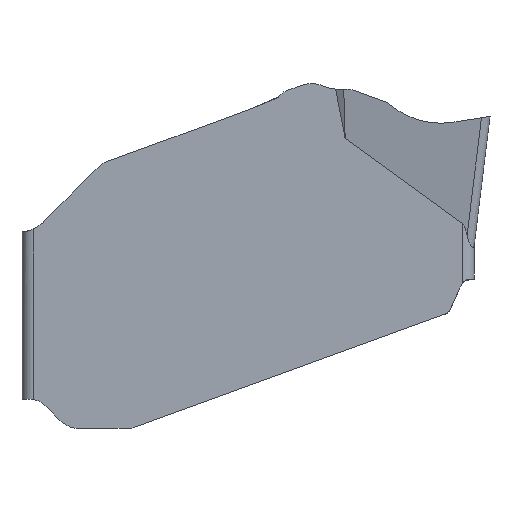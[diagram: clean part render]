
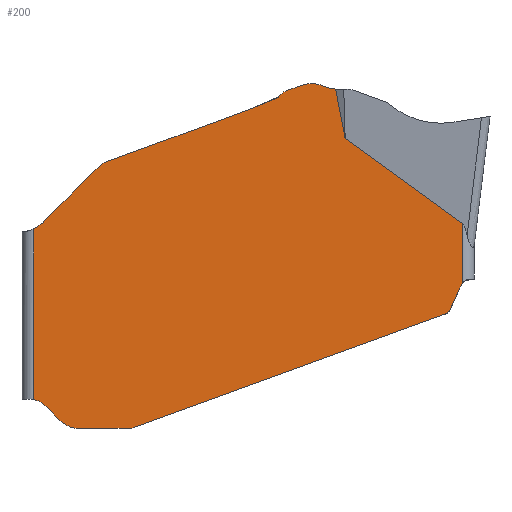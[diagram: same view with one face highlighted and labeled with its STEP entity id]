
A CAD part, left-side view. The second image highlights one B-rep face of the part: STEP entity #200.
In plain terms, the highlighted planar face has unit normal (-1, 0, 0).
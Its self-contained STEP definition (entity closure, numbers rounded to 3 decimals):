
#165=CIRCLE('',#919,0.9);
#166=CIRCLE('',#920,0.75);
#167=CIRCLE('',#921,0.3);
#168=CIRCLE('',#922,0.3);
#169=CIRCLE('',#923,0.55);
#170=CIRCLE('',#924,0.7);
#171=CIRCLE('',#925,0.3);
#181=B_SPLINE_CURVE_WITH_KNOTS('',3,(#1401,#1402,#1403,#1404,#1405,#1406,
#1407),.UNSPECIFIED.,.F.,.F.,(4,3,4),(0.,0.689,1.),
 .UNSPECIFIED.);
#182=B_SPLINE_CURVE_WITH_KNOTS('',3,(#1424,#1425,#1426,#1427,#1428,#1429,
#1430,#1431,#1432,#1433,#1434,#1435,#1436,#1437,#1438,#1439,#1440,#1441,
#1442,#1443,#1444),.UNSPECIFIED.,.F.,.F.,(4,1,1,1,1,1,1,1,1,1,1,1,1,1,1,
1,1,1,4),(0.,0.207,0.414,0.621,0.725,
0.776,0.828,0.88,0.906,0.919,
0.932,0.938,0.945,0.951,
0.954,0.958,0.97,0.983,
1.),.UNSPECIFIED.);
#183=B_SPLINE_CURVE_WITH_KNOTS('',3,(#1450,#1451,#1452,#1453,#1454,#1455,
#1456,#1457,#1458,#1459,#1460,#1461,#1462,#1463,#1464,#1465),
 .UNSPECIFIED.,.F.,.F.,(4,1,1,1,1,1,1,1,1,1,1,1,1,4),(0.,0.034,
0.043,0.052,0.069,0.138,
0.206,0.215,0.224,0.241,
0.275,0.55,0.825,1.),.UNSPECIFIED.);
#184=B_SPLINE_CURVE_WITH_KNOTS('',3,(#1481,#1482,#1483,#1484,#1485,#1486,
#1487,#1488,#1489,#1490),.UNSPECIFIED.,.F.,.F.,(4,3,3,4),(0.,0.253,
0.681,1.),.UNSPECIFIED.);
#200=ADVANCED_FACE('',(#256),#236,.F.);
#236=PLANE('',#926);
#256=FACE_OUTER_BOUND('',#294,.T.);
#294=EDGE_LOOP('',(#366,#367,#368,#369,#370,#371,#372,#373,#374,#375,#376,
#377,#378,#379,#380,#381,#382,#383,#384,#385));
#366=ORIENTED_EDGE('',*,*,#650,.F.);
#367=ORIENTED_EDGE('',*,*,#651,.T.);
#368=ORIENTED_EDGE('',*,*,#652,.F.);
#369=ORIENTED_EDGE('',*,*,#653,.T.);
#370=ORIENTED_EDGE('',*,*,#654,.F.);
#371=ORIENTED_EDGE('',*,*,#655,.F.);
#372=ORIENTED_EDGE('',*,*,#656,.F.);
#373=ORIENTED_EDGE('',*,*,#657,.F.);
#374=ORIENTED_EDGE('',*,*,#658,.F.);
#375=ORIENTED_EDGE('',*,*,#659,.F.);
#376=ORIENTED_EDGE('',*,*,#660,.F.);
#377=ORIENTED_EDGE('',*,*,#661,.F.);
#378=ORIENTED_EDGE('',*,*,#662,.T.);
#379=ORIENTED_EDGE('',*,*,#663,.F.);
#380=ORIENTED_EDGE('',*,*,#664,.F.);
#381=ORIENTED_EDGE('',*,*,#665,.F.);
#382=ORIENTED_EDGE('',*,*,#666,.F.);
#383=ORIENTED_EDGE('',*,*,#667,.F.);
#384=ORIENTED_EDGE('',*,*,#668,.F.);
#385=ORIENTED_EDGE('',*,*,#669,.F.);
#574=VERTEX_POINT('',#1408);
#575=VERTEX_POINT('',#1409);
#576=VERTEX_POINT('',#1411);
#577=VERTEX_POINT('',#1413);
#578=VERTEX_POINT('',#1415);
#579=VERTEX_POINT('',#1417);
#580=VERTEX_POINT('',#1419);
#581=VERTEX_POINT('',#1421);
#582=VERTEX_POINT('',#1423);
#583=VERTEX_POINT('',#1445);
#584=VERTEX_POINT('',#1447);
#585=VERTEX_POINT('',#1449);
#586=VERTEX_POINT('',#1466);
#587=VERTEX_POINT('',#1468);
#588=VERTEX_POINT('',#1470);
#589=VERTEX_POINT('',#1472);
#590=VERTEX_POINT('',#1474);
#591=VERTEX_POINT('',#1476);
#592=VERTEX_POINT('',#1478);
#593=VERTEX_POINT('',#1480);
#650=EDGE_CURVE('',#574,#575,#181,.T.);
#651=EDGE_CURVE('',#574,#576,#740,.T.);
#652=EDGE_CURVE('',#577,#576,#741,.T.);
#653=EDGE_CURVE('',#577,#578,#742,.T.);
#654=EDGE_CURVE('',#579,#578,#165,.T.);
#655=EDGE_CURVE('',#580,#579,#166,.T.);
#656=EDGE_CURVE('',#581,#580,#743,.T.);
#657=EDGE_CURVE('',#582,#581,#167,.T.);
#658=EDGE_CURVE('',#583,#582,#182,.T.);
#659=EDGE_CURVE('',#584,#583,#744,.T.);
#660=EDGE_CURVE('',#585,#584,#168,.T.);
#661=EDGE_CURVE('',#586,#585,#183,.T.);
#662=EDGE_CURVE('',#586,#587,#745,.T.);
#663=EDGE_CURVE('',#588,#587,#169,.T.);
#664=EDGE_CURVE('',#589,#588,#746,.T.);
#665=EDGE_CURVE('',#590,#589,#170,.T.);
#666=EDGE_CURVE('',#591,#590,#747,.T.);
#667=EDGE_CURVE('',#592,#591,#171,.T.);
#668=EDGE_CURVE('',#593,#592,#748,.T.);
#669=EDGE_CURVE('',#575,#593,#184,.T.);
#740=LINE('',#1410,#800);
#741=LINE('',#1412,#801);
#742=LINE('',#1414,#802);
#743=LINE('',#1420,#803);
#744=LINE('',#1446,#804);
#745=LINE('',#1467,#805);
#746=LINE('',#1471,#806);
#747=LINE('',#1475,#807);
#748=LINE('',#1479,#808);
#800=VECTOR('',#1019,1.);
#801=VECTOR('',#1020,1.);
#802=VECTOR('',#1021,1.);
#803=VECTOR('',#1026,1.);
#804=VECTOR('',#1029,1.);
#805=VECTOR('',#1032,1.);
#806=VECTOR('',#1035,1.);
#807=VECTOR('',#1038,1.);
#808=VECTOR('',#1041,1.);
#919=AXIS2_PLACEMENT_3D('',#1416,#1022,#1023);
#920=AXIS2_PLACEMENT_3D('',#1418,#1024,#1025);
#921=AXIS2_PLACEMENT_3D('',#1422,#1027,#1028);
#922=AXIS2_PLACEMENT_3D('',#1448,#1030,#1031);
#923=AXIS2_PLACEMENT_3D('',#1469,#1033,#1034);
#924=AXIS2_PLACEMENT_3D('',#1473,#1036,#1037);
#925=AXIS2_PLACEMENT_3D('',#1477,#1039,#1040);
#926=AXIS2_PLACEMENT_3D('',#1491,#1042,#1043);
#1019=DIRECTION('',(0.,0.,1.));
#1020=DIRECTION('',(0.,-0.81,-0.587));
#1021=DIRECTION('',(0.,0.189,0.982));
#1022=DIRECTION('',(-1.,0.,0.));
#1023=DIRECTION('',(0.,0.,-1.));
#1024=DIRECTION('',(1.,0.,0.));
#1025=DIRECTION('',(0.,0.,-1.));
#1026=DIRECTION('',(0.,-0.94,0.342));
#1027=DIRECTION('',(1.,0.,0.));
#1028=DIRECTION('',(0.,0.,-1.));
#1029=DIRECTION('',(0.,-0.94,0.342));
#1030=DIRECTION('',(1.,0.,0.));
#1031=DIRECTION('',(0.,0.,-1.));
#1032=DIRECTION('',(0.,0.,-1.));
#1033=DIRECTION('',(-1.,0.,0.));
#1034=DIRECTION('',(0.,0.,-1.));
#1035=DIRECTION('',(0.,0.707,0.707));
#1036=DIRECTION('',(1.,0.,0.));
#1037=DIRECTION('',(0.,0.,-1.));
#1038=DIRECTION('',(0.,1.,0.));
#1039=DIRECTION('',(1.,0.,0.));
#1040=DIRECTION('',(0.,0.,-1.));
#1041=DIRECTION('',(0.,0.94,-0.342));
#1042=DIRECTION('',(1.,0.,0.));
#1043=DIRECTION('',(0.,0.,-1.));
#1401=CARTESIAN_POINT('',(-1.7,-5.3,-4.273));
#1402=CARTESIAN_POINT('',(-1.7,-5.197,-4.411));
#1403=CARTESIAN_POINT('',(-1.7,-5.149,-4.583));
#1404=CARTESIAN_POINT('',(-1.7,-5.077,-4.739));
#1405=CARTESIAN_POINT('',(-1.7,-5.044,-4.81));
#1406=CARTESIAN_POINT('',(-1.7,-5.011,-4.88));
#1407=CARTESIAN_POINT('',(-1.7,-4.978,-4.95));
#1408=CARTESIAN_POINT('',(-1.7,-5.3,-4.273));
#1409=CARTESIAN_POINT('',(-1.7,-4.978,-4.95));
#1410=CARTESIAN_POINT('',(-1.7,-5.3,-2.534));
#1411=CARTESIAN_POINT('',(-1.7,-5.3,-2.751));
#1412=CARTESIAN_POINT('',(-1.7,-5.298,-2.75));
#1413=CARTESIAN_POINT('',(-1.7,-2.286,-0.568));
#1414=CARTESIAN_POINT('',(-1.7,-2.099,0.404));
#1415=CARTESIAN_POINT('',(-1.7,-2.042,0.701));
#1416=CARTESIAN_POINT('',(-1.7,-2.085,1.6));
#1417=CARTESIAN_POINT('',(-1.7,-1.722,0.776));
#1418=CARTESIAN_POINT('',(-1.7,-1.42,0.09));
#1419=CARTESIAN_POINT('',(-1.7,-1.163,0.795));
#1420=CARTESIAN_POINT('',(-1.7,0.119,0.328));
#1421=CARTESIAN_POINT('',(-1.7,-0.758,0.647));
#1422=CARTESIAN_POINT('',(-1.7,-0.861,0.365));
#1423=CARTESIAN_POINT('',(-1.7,-0.634,0.561));
#1424=CARTESIAN_POINT('',(-1.7,0.914,-0.099));
#1425=CARTESIAN_POINT('',(-1.7,0.804,-0.059));
#1426=CARTESIAN_POINT('',(-1.7,0.585,0.021));
#1427=CARTESIAN_POINT('',(-1.7,0.257,0.144));
#1428=CARTESIAN_POINT('',(-1.7,-0.015,0.249));
#1429=CARTESIAN_POINT('',(-1.7,-0.205,0.325));
#1430=CARTESIAN_POINT('',(-1.7,-0.313,0.37));
#1431=CARTESIAN_POINT('',(-1.7,-0.393,0.405));
#1432=CARTESIAN_POINT('',(-1.7,-0.459,0.435));
#1433=CARTESIAN_POINT('',(-1.7,-0.505,0.458));
#1434=CARTESIAN_POINT('',(-1.7,-0.531,0.472));
#1435=CARTESIAN_POINT('',(-1.7,-0.547,0.481));
#1436=CARTESIAN_POINT('',(-1.7,-0.559,0.489));
#1437=CARTESIAN_POINT('',(-1.7,-0.568,0.495));
#1438=CARTESIAN_POINT('',(-1.7,-0.575,0.501));
#1439=CARTESIAN_POINT('',(-1.7,-0.58,0.506));
#1440=CARTESIAN_POINT('',(-1.7,-0.588,0.513));
#1441=CARTESIAN_POINT('',(-1.7,-0.6,0.525));
#1442=CARTESIAN_POINT('',(-1.7,-0.617,0.542));
#1443=CARTESIAN_POINT('',(-1.7,-0.628,0.554));
#1444=CARTESIAN_POINT('',(-1.7,-0.634,0.561));
#1445=CARTESIAN_POINT('',(-1.7,0.914,-0.099));
#1446=CARTESIAN_POINT('',(-1.7,0.075,0.206));
#1447=CARTESIAN_POINT('',(-1.7,3.888,-1.181));
#1448=CARTESIAN_POINT('',(-1.7,3.785,-1.463));
#1449=CARTESIAN_POINT('',(-1.7,3.997,-1.251));
#1450=CARTESIAN_POINT('',(-1.7,6.,-2.967));
#1451=CARTESIAN_POINT('',(-1.7,5.97,-2.962));
#1452=CARTESIAN_POINT('',(-1.7,5.932,-2.955));
#1453=CARTESIAN_POINT('',(-1.7,5.887,-2.947));
#1454=CARTESIAN_POINT('',(-1.7,5.857,-2.941));
#1455=CARTESIAN_POINT('',(-1.7,5.776,-2.92));
#1456=CARTESIAN_POINT('',(-1.7,5.646,-2.867));
#1457=CARTESIAN_POINT('',(-1.7,5.539,-2.789));
#1458=CARTESIAN_POINT('',(-1.7,5.484,-2.738));
#1459=CARTESIAN_POINT('',(-1.7,5.462,-2.716));
#1460=CARTESIAN_POINT('',(-1.7,5.424,-2.678));
#1461=CARTESIAN_POINT('',(-1.7,5.218,-2.472));
#1462=CARTESIAN_POINT('',(-1.7,4.849,-2.103));
#1463=CARTESIAN_POINT('',(-1.7,4.391,-1.645));
#1464=CARTESIAN_POINT('',(-1.7,4.107,-1.361));
#1465=CARTESIAN_POINT('',(-1.7,3.997,-1.251));
#1466=CARTESIAN_POINT('',(-1.7,5.7,-2.886));
#1467=CARTESIAN_POINT('',(-1.7,5.7,-9.5));
#1468=CARTESIAN_POINT('',(-1.7,5.7,-7.259));
#1469=CARTESIAN_POINT('',(-1.7,5.8,-7.8));
#1470=CARTESIAN_POINT('',(-1.7,5.411,-7.411));
#1471=CARTESIAN_POINT('',(-1.7,6.411,-6.411));
#1472=CARTESIAN_POINT('',(-1.7,5.027,-7.795));
#1473=CARTESIAN_POINT('',(-1.7,4.532,-7.3));
#1474=CARTESIAN_POINT('',(-1.7,4.532,-8.));
#1475=CARTESIAN_POINT('',(-1.7,0.,-8.));
#1476=CARTESIAN_POINT('',(-1.7,3.251,-8.));
#1477=CARTESIAN_POINT('',(-1.7,3.251,-7.7));
#1478=CARTESIAN_POINT('',(-1.7,3.148,-7.982));
#1479=CARTESIAN_POINT('',(-1.7,-2.197,-6.036));
#1480=CARTESIAN_POINT('',(-1.7,-4.844,-5.073));
#1481=CARTESIAN_POINT('',(-1.7,-4.978,-4.95));
#1482=CARTESIAN_POINT('',(-1.7,-4.971,-4.965));
#1483=CARTESIAN_POINT('',(-1.7,-4.963,-4.978));
#1484=CARTESIAN_POINT('',(-1.7,-4.954,-4.991));
#1485=CARTESIAN_POINT('',(-1.7,-4.938,-5.012));
#1486=CARTESIAN_POINT('',(-1.7,-4.918,-5.031));
#1487=CARTESIAN_POINT('',(-1.7,-4.896,-5.046));
#1488=CARTESIAN_POINT('',(-1.7,-4.88,-5.057));
#1489=CARTESIAN_POINT('',(-1.7,-4.862,-5.066));
#1490=CARTESIAN_POINT('',(-1.7,-4.844,-5.073));
#1491=CARTESIAN_POINT('',(-1.7,0.,0.));
